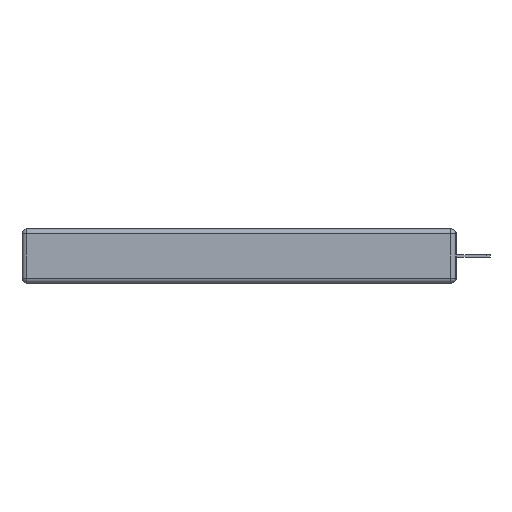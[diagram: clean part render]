
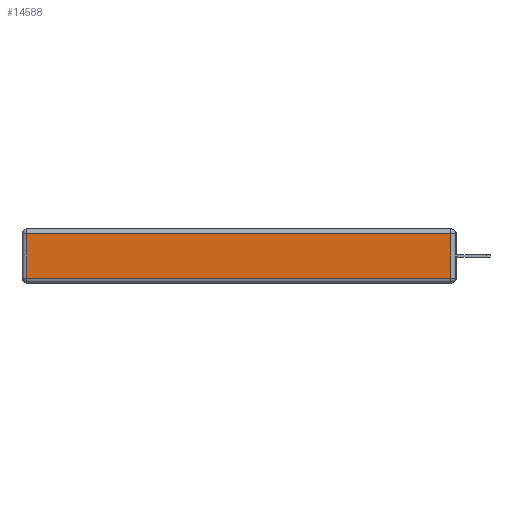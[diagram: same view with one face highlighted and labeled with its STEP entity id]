
A CAD part, left-side view. The second image highlights one B-rep face of the part: STEP entity #14588.
In plain terms, the highlighted planar face has unit normal (-1, 0, 0).
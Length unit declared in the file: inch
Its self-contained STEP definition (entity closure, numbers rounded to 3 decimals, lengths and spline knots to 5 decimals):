
#77 = EDGE_CURVE ( 'NONE', #14697, #16086, #362, .T. ) ;
#362 = LINE ( 'NONE', #9420, #13236 ) ;
#934 = AXIS2_PLACEMENT_3D ( 'NONE', #6150, #1193, #11584 ) ;
#935 = CARTESIAN_POINT ( 'NONE',  ( 0., 0., -0.313 ) ) ;
#983 = DIRECTION ( 'NONE',  ( 0., -1., 0. ) ) ;
#1193 = DIRECTION ( 'NONE',  ( -1., 0., 0. ) ) ;
#2287 = EDGE_CURVE ( 'NONE', #7385, #14697, #4217, .T. ) ;
#2690 = VECTOR ( 'NONE', #15615, 39.37008 ) ;
#3330 = DIRECTION ( 'NONE',  ( 0., 1., 0. ) ) ;
#3540 = LINE ( 'NONE', #935, #13727 ) ;
#4217 = LINE ( 'NONE', #13203, #7100 ) ;
#4298 = DIRECTION ( 'NONE',  ( 0., 0., 1. ) ) ;
#4871 = PLANE ( 'NONE',  #934 ) ;
#5738 = CARTESIAN_POINT ( 'NONE',  ( 0., 2.72, -0.343 ) ) ;
#6150 = CARTESIAN_POINT ( 'NONE',  ( 0., 0., -0.343 ) ) ;
#7100 = VECTOR ( 'NONE', #4298, 39.37008 ) ;
#7385 = VERTEX_POINT ( 'NONE', #8992 ) ;
#7728 = LINE ( 'NONE', #5738, #2690 ) ;
#8499 = ORIENTED_EDGE ( 'NONE', *, *, #77, .T. ) ;
#8653 = ORIENTED_EDGE ( 'NONE', *, *, #11910, .T. ) ;
#8914 = EDGE_CURVE ( 'NONE', #9663, #7385, #3540, .T. ) ;
#8992 = CARTESIAN_POINT ( 'NONE',  ( 0., 0.03, -0.313 ) ) ;
#9017 = ORIENTED_EDGE ( 'NONE', *, *, #2287, .T. ) ;
#9420 = CARTESIAN_POINT ( 'NONE',  ( 0., 2.75, -0.03 ) ) ;
#9663 = VERTEX_POINT ( 'NONE', #12621 ) ;
#10026 = CARTESIAN_POINT ( 'NONE',  ( 0., 2.72, -0.03 ) ) ;
#10464 = EDGE_LOOP ( 'NONE', ( #13186, #9017, #8499, #8653 ) ) ;
#11584 = DIRECTION ( 'NONE',  ( 0., 0., 1. ) ) ;
#11910 = EDGE_CURVE ( 'NONE', #16086, #9663, #7728, .T. ) ;
#12137 = FACE_OUTER_BOUND ( 'NONE', #10464, .T. ) ;
#12621 = CARTESIAN_POINT ( 'NONE',  ( 0., 2.72, -0.313 ) ) ;
#12709 = CARTESIAN_POINT ( 'NONE',  ( 0., 0.03, -0.03 ) ) ;
#13186 = ORIENTED_EDGE ( 'NONE', *, *, #8914, .T. ) ;
#13203 = CARTESIAN_POINT ( 'NONE',  ( 0., 0.03, -0.343 ) ) ;
#13236 = VECTOR ( 'NONE', #3330, 39.37008 ) ;
#13727 = VECTOR ( 'NONE', #983, 39.37008 ) ;
#14588 = ADVANCED_FACE ( 'NONE', ( #12137 ), #4871, .T. ) ;
#14697 = VERTEX_POINT ( 'NONE', #12709 ) ;
#15615 = DIRECTION ( 'NONE',  ( 0., 0., -1. ) ) ;
#16086 = VERTEX_POINT ( 'NONE', #10026 ) ;
